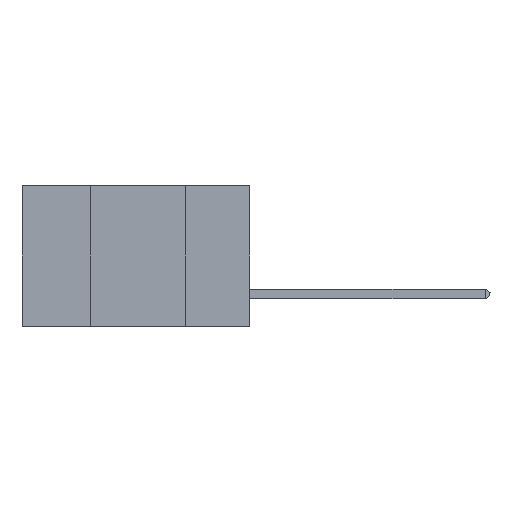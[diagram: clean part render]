
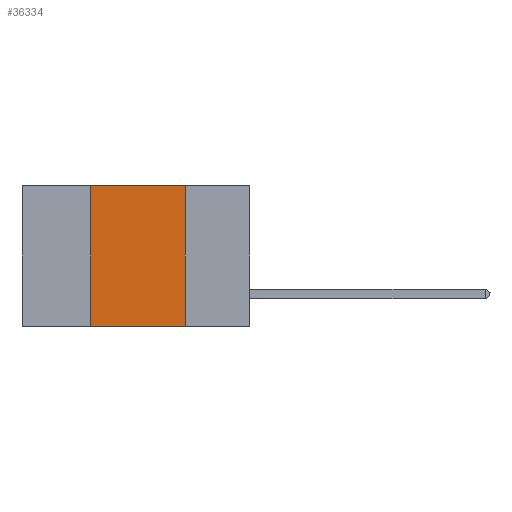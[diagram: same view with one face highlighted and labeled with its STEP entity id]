
A CAD part, left-side view. The second image highlights one B-rep face of the part: STEP entity #36334.
In plain terms, the highlighted planar face has unit normal (-1, 0, 0).
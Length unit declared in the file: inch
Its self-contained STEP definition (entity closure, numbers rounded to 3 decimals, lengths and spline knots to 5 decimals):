
#385 = ORIENTED_EDGE ( 'NONE', *, *, #28616, .F. ) ;
#1969 = CARTESIAN_POINT ( 'NONE',  ( 0., 0.42, 0. ) ) ;
#2170 = DIRECTION ( 'NONE',  ( 0., 0., -1. ) ) ;
#3631 = VERTEX_POINT ( 'NONE', #3832 ) ;
#3832 = CARTESIAN_POINT ( 'NONE',  ( 0., 0.42, -0.37 ) ) ;
#4483 = EDGE_CURVE ( 'NONE', #30889, #10163, #16355, .T. ) ;
#5528 = CARTESIAN_POINT ( 'NONE',  ( 0., 0.42, 0. ) ) ;
#6986 = EDGE_CURVE ( 'NONE', #3631, #10163, #27516, .T. ) ;
#8084 = ORIENTED_EDGE ( 'NONE', *, *, #6986, .T. ) ;
#8140 = VERTEX_POINT ( 'NONE', #1969 ) ;
#9794 = VECTOR ( 'NONE', #20954, 39.37008 ) ;
#10163 = VERTEX_POINT ( 'NONE', #26795 ) ;
#11021 = FACE_OUTER_BOUND ( 'NONE', #28583, .T. ) ;
#11569 = PLANE ( 'NONE',  #25156 ) ;
#13341 = ORIENTED_EDGE ( 'NONE', *, *, #4483, .F. ) ;
#14503 = CARTESIAN_POINT ( 'NONE',  ( 0., 0.17, 0. ) ) ;
#15009 = CARTESIAN_POINT ( 'NONE',  ( 0., 0.6, 0. ) ) ;
#16355 = LINE ( 'NONE', #20923, #32115 ) ;
#17874 = CARTESIAN_POINT ( 'NONE',  ( 0., 0.6, -0.37 ) ) ;
#18619 = VECTOR ( 'NONE', #21053, 39.37008 ) ;
#20923 = CARTESIAN_POINT ( 'NONE',  ( 0., 0.17, 0. ) ) ;
#20954 = DIRECTION ( 'NONE',  ( 0., -1., 0. ) ) ;
#21053 = DIRECTION ( 'NONE',  ( 0., -1., 0. ) ) ;
#21440 = DIRECTION ( 'NONE',  ( 0., 0., 1. ) ) ;
#22690 = LINE ( 'NONE', #15009, #9794 ) ;
#23677 = DIRECTION ( 'NONE',  ( 0., 0., -1. ) ) ;
#24168 = DIRECTION ( 'NONE',  ( 1., 0., 0. ) ) ;
#25156 = AXIS2_PLACEMENT_3D ( 'NONE', #39894, #24168, #2170 ) ;
#26795 = CARTESIAN_POINT ( 'NONE',  ( 0., 0.17, -0.37 ) ) ;
#27516 = LINE ( 'NONE', #17874, #18619 ) ;
#27851 = EDGE_CURVE ( 'NONE', #3631, #8140, #31612, .T. ) ;
#28583 = EDGE_LOOP ( 'NONE', ( #13341, #385, #37253, #8084 ) ) ;
#28616 = EDGE_CURVE ( 'NONE', #8140, #30889, #22690, .T. ) ;
#28622 = VECTOR ( 'NONE', #21440, 39.37008 ) ;
#30889 = VERTEX_POINT ( 'NONE', #14503 ) ;
#31612 = LINE ( 'NONE', #5528, #28622 ) ;
#32115 = VECTOR ( 'NONE', #23677, 39.37008 ) ;
#36334 = ADVANCED_FACE ( 'NONE', ( #11021 ), #11569, .F. ) ;
#37253 = ORIENTED_EDGE ( 'NONE', *, *, #27851, .F. ) ;
#39894 = CARTESIAN_POINT ( 'NONE',  ( 0., 0.6, 0. ) ) ;
